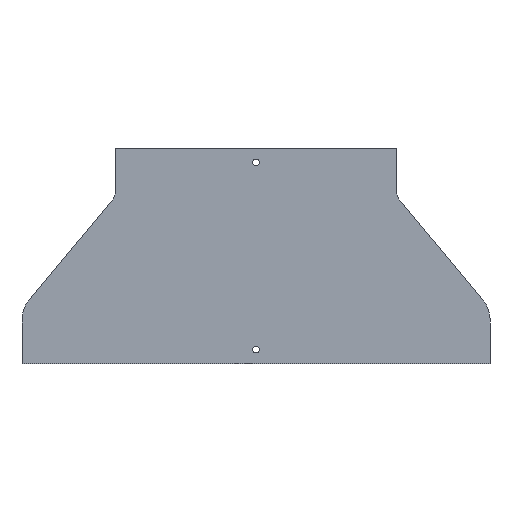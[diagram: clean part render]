
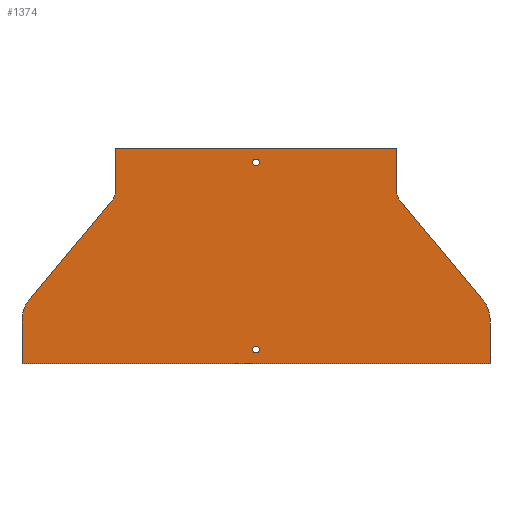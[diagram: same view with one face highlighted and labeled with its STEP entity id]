
A CAD part, front view. The second image highlights one B-rep face of the part: STEP entity #1374.
In plain terms, the highlighted planar face has unit normal (0, -1, 0).
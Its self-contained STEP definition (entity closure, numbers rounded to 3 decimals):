
#13 = CARTESIAN_POINT ( 'NONE',  ( -154.636, 0., -56.942 ) ) ;
#16 = DIRECTION ( 'NONE',  ( 0., 0., 1. ) ) ;
#19 = DIRECTION ( 'NONE',  ( 0., 1., 0. ) ) ;
#31 = DIRECTION ( 'NONE',  ( 0., 0., -1. ) ) ;
#41 = CARTESIAN_POINT ( 'NONE',  ( 170., 0., -44.139 ) ) ;
#54 = DIRECTION ( 'NONE',  ( 0., -1., 0. ) ) ;
#55 = CARTESIAN_POINT ( 'NONE',  ( 150., 0., 0. ) ) ;
#56 = CARTESIAN_POINT ( 'NONE',  ( 0., 0., -215. ) ) ;
#59 = DIRECTION ( 'NONE',  ( 0., 0., -1. ) ) ;
#61 = CARTESIAN_POINT ( 'NONE',  ( 0., 0., -15. ) ) ;
#65 = DIRECTION ( 'NONE',  ( 0., 0., -1. ) ) ;
#67 = DIRECTION ( 'NONE',  ( 0., 0., 1. ) ) ;
#68 = CARTESIAN_POINT ( 'NONE',  ( -150., 0., 0. ) ) ;
#69 = DIRECTION ( 'NONE',  ( 0., 0., -1. ) ) ;
#76 = DIRECTION ( 'NONE',  ( 0., -1., 0. ) ) ;
#79 = DIRECTION ( 'NONE',  ( 0., -1., 0. ) ) ;
#100 = DIRECTION ( 'NONE',  ( 0., 0., -1. ) ) ;
#118 = CARTESIAN_POINT ( 'NONE',  ( 250., 0., -182.241 ) ) ;
#141 = DIRECTION ( 'NONE',  ( 0., -1., 0. ) ) ;
#142 = DIRECTION ( 'NONE',  ( 0., 0., 1. ) ) ;
#143 = CARTESIAN_POINT ( 'NONE',  ( -170., 0., -44.139 ) ) ;
#144 = CARTESIAN_POINT ( 'NONE',  ( -250., 0., -230. ) ) ;
#148 = DIRECTION ( 'NONE',  ( -1., 0., 0. ) ) ;
#176 = DIRECTION ( 'NONE',  ( 0., 0., -1. ) ) ;
#177 = DIRECTION ( 'NONE',  ( 0., 1., 0. ) ) ;
#180 = CARTESIAN_POINT ( 'NONE',  ( 220., 0., -182.241 ) ) ;
#191 = CARTESIAN_POINT ( 'NONE',  ( 154.636, 0., -56.942 ) ) ;
#192 = DIRECTION ( 'NONE',  ( 1., 0., 0. ) ) ;
#193 = CARTESIAN_POINT ( 'NONE',  ( -250., 0., -182.241 ) ) ;
#195 = DIRECTION ( 'NONE',  ( 0., 0., 1. ) ) ;
#201 = DIRECTION ( 'NONE',  ( 0.64, 0., -0.768 ) ) ;
#228 = CARTESIAN_POINT ( 'NONE',  ( -150., 0., 0. ) ) ;
#231 = CARTESIAN_POINT ( 'NONE',  ( -220., 0., -182.241 ) ) ;
#232 = DIRECTION ( 'NONE',  ( 0.64, 0., 0.768 ) ) ;
#263 = AXIS2_PLACEMENT_3D ( 'NONE', #180, #177, #176 ) ;
#272 = AXIS2_PLACEMENT_3D ( 'NONE', #41, #79, #100 ) ;
#284 = AXIS2_PLACEMENT_3D ( 'NONE', #231, #19, #16 ) ;
#286 = AXIS2_PLACEMENT_3D ( 'NONE', #143, #141, #142 ) ;
#288 = AXIS2_PLACEMENT_3D ( 'NONE', #56, #54, #59 ) ;
#289 = AXIS2_PLACEMENT_3D ( 'NONE', #61, #76, #69 ) ;
#348 = AXIS2_PLACEMENT_3D ( 'NONE', #1145, #1143, #1149 ) ;
#575 = LINE ( 'NONE', #228, #579 ) ;
#578 = LINE ( 'NONE', #191, #581 ) ;
#579 = VECTOR ( 'NONE', #192, 1000. ) ;
#581 = VECTOR ( 'NONE', #201, 1000. ) ;
#584 = CIRCLE ( 'NONE', #263, 30. ) ;
#610 = CIRCLE ( 'NONE', #272, 20. ) ;
#616 = LINE ( 'NONE', #55, #619 ) ;
#619 = VECTOR ( 'NONE', #65, 1000. ) ;
#620 = LINE ( 'NONE', #68, #623 ) ;
#623 = VECTOR ( 'NONE', #67, 1000. ) ;
#645 = LINE ( 'NONE', #118, #648 ) ;
#648 = VECTOR ( 'NONE', #31, 1000. ) ;
#651 = LINE ( 'NONE', #144, #654 ) ;
#654 = VECTOR ( 'NONE', #148, 1000. ) ;
#676 = LINE ( 'NONE', #193, #678 ) ;
#678 = VECTOR ( 'NONE', #195, 1000. ) ;
#681 = CIRCLE ( 'NONE', #284, 30. ) ;
#686 = LINE ( 'NONE', #13, #688 ) ;
#688 = VECTOR ( 'NONE', #232, 1000. ) ;
#691 = CIRCLE ( 'NONE', #286, 20. ) ;
#694 = CIRCLE ( 'NONE', #288, 3.5 ) ;
#697 = CIRCLE ( 'NONE', #289, 3.5 ) ;
#802 = FACE_BOUND ( 'NONE', #2052, .T. ) ;
#807 = FACE_OUTER_BOUND ( 'NONE', #2030, .T. ) ;
#811 = FACE_BOUND ( 'NONE', #2037, .T. ) ;
#822 = VERTEX_POINT ( 'NONE', #1292 ) ;
#825 = VERTEX_POINT ( 'NONE', #1291 ) ;
#945 = EDGE_CURVE ( 'NONE', #1799, #1798, #575, .T. ) ;
#946 = EDGE_CURVE ( 'NONE', #1783, #1792, #578, .T. ) ;
#949 = EDGE_CURVE ( 'NONE', #1792, #1786, #584, .T. ) ;
#966 = EDGE_CURVE ( 'NONE', #1801, #1783, #610, .T. ) ;
#970 = EDGE_CURVE ( 'NONE', #1798, #1801, #616, .T. ) ;
#972 = EDGE_CURVE ( 'NONE', #1826, #1799, #620, .T. ) ;
#988 = EDGE_CURVE ( 'NONE', #1786, #1773, #645, .T. ) ;
#991 = EDGE_CURVE ( 'NONE', #1773, #1767, #651, .T. ) ;
#1005 = EDGE_CURVE ( 'NONE', #1767, #1759, #676, .T. ) ;
#1008 = EDGE_CURVE ( 'NONE', #1759, #1753, #681, .T. ) ;
#1011 = EDGE_CURVE ( 'NONE', #1753, #1755, #686, .T. ) ;
#1014 = EDGE_CURVE ( 'NONE', #1755, #1826, #691, .T. ) ;
#1016 = EDGE_CURVE ( 'NONE', #825, #825, #694, .T. ) ;
#1017 = EDGE_CURVE ( 'NONE', #822, #822, #697, .T. ) ;
#1143 = DIRECTION ( 'NONE',  ( 0., 1., 0. ) ) ;
#1145 = CARTESIAN_POINT ( 'NONE',  ( -170., 0., -44.139 ) ) ;
#1147 = PLANE ( 'NONE',  #348 ) ;
#1149 = DIRECTION ( 'NONE',  ( 0., 0., 1. ) ) ;
#1200 = CARTESIAN_POINT ( 'NONE',  ( -243.047, 0., -163.035 ) ) ;
#1202 = CARTESIAN_POINT ( 'NONE',  ( -154.636, 0., -56.942 ) ) ;
#1206 = CARTESIAN_POINT ( 'NONE',  ( -250., 0., -182.241 ) ) ;
#1214 = CARTESIAN_POINT ( 'NONE',  ( -250., 0., -230. ) ) ;
#1220 = CARTESIAN_POINT ( 'NONE',  ( 250., 0., -230. ) ) ;
#1230 = CARTESIAN_POINT ( 'NONE',  ( 154.636, 0., -56.942 ) ) ;
#1233 = CARTESIAN_POINT ( 'NONE',  ( 250., 0., -182.241 ) ) ;
#1239 = CARTESIAN_POINT ( 'NONE',  ( 243.047, 0., -163.035 ) ) ;
#1245 = CARTESIAN_POINT ( 'NONE',  ( 150., 0., 0. ) ) ;
#1246 = CARTESIAN_POINT ( 'NONE',  ( -150., 0., 0. ) ) ;
#1248 = CARTESIAN_POINT ( 'NONE',  ( 150., 0., -44.139 ) ) ;
#1273 = CARTESIAN_POINT ( 'NONE',  ( -150., 0., -44.139 ) ) ;
#1291 = CARTESIAN_POINT ( 'NONE',  ( 0., 0., -218.5 ) ) ;
#1292 = CARTESIAN_POINT ( 'NONE',  ( 0., 0., -18.5 ) ) ;
#1374 = ADVANCED_FACE ( 'NONE', ( #802, #811, #807 ), #1147, .F. ) ;
#1442 = ORIENTED_EDGE ( 'NONE', *, *, #1008, .F. ) ;
#1443 = ORIENTED_EDGE ( 'NONE', *, *, #1011, .F. ) ;
#1444 = ORIENTED_EDGE ( 'NONE', *, *, #1014, .F. ) ;
#1445 = ORIENTED_EDGE ( 'NONE', *, *, #972, .F. ) ;
#1446 = ORIENTED_EDGE ( 'NONE', *, *, #945, .F. ) ;
#1447 = ORIENTED_EDGE ( 'NONE', *, *, #970, .F. ) ;
#1448 = ORIENTED_EDGE ( 'NONE', *, *, #966, .F. ) ;
#1449 = ORIENTED_EDGE ( 'NONE', *, *, #946, .F. ) ;
#1450 = ORIENTED_EDGE ( 'NONE', *, *, #949, .F. ) ;
#1451 = ORIENTED_EDGE ( 'NONE', *, *, #988, .F. ) ;
#1452 = ORIENTED_EDGE ( 'NONE', *, *, #991, .F. ) ;
#1453 = ORIENTED_EDGE ( 'NONE', *, *, #1005, .F. ) ;
#1454 = ORIENTED_EDGE ( 'NONE', *, *, #1017, .F. ) ;
#1455 = ORIENTED_EDGE ( 'NONE', *, *, #1016, .F. ) ;
#1753 = VERTEX_POINT ( 'NONE', #1200 ) ;
#1755 = VERTEX_POINT ( 'NONE', #1202 ) ;
#1759 = VERTEX_POINT ( 'NONE', #1206 ) ;
#1767 = VERTEX_POINT ( 'NONE', #1214 ) ;
#1773 = VERTEX_POINT ( 'NONE', #1220 ) ;
#1783 = VERTEX_POINT ( 'NONE', #1230 ) ;
#1786 = VERTEX_POINT ( 'NONE', #1233 ) ;
#1792 = VERTEX_POINT ( 'NONE', #1239 ) ;
#1798 = VERTEX_POINT ( 'NONE', #1245 ) ;
#1799 = VERTEX_POINT ( 'NONE', #1246 ) ;
#1801 = VERTEX_POINT ( 'NONE', #1248 ) ;
#1826 = VERTEX_POINT ( 'NONE', #1273 ) ;
#2030 = EDGE_LOOP ( 'NONE', ( #1453, #1452, #1451, #1450, #1449, #1448, #1447, #1446, #1445, #1444, #1443, #1442 ) ) ;
#2037 = EDGE_LOOP ( 'NONE', ( #1454 ) ) ;
#2052 = EDGE_LOOP ( 'NONE', ( #1455 ) ) ;
